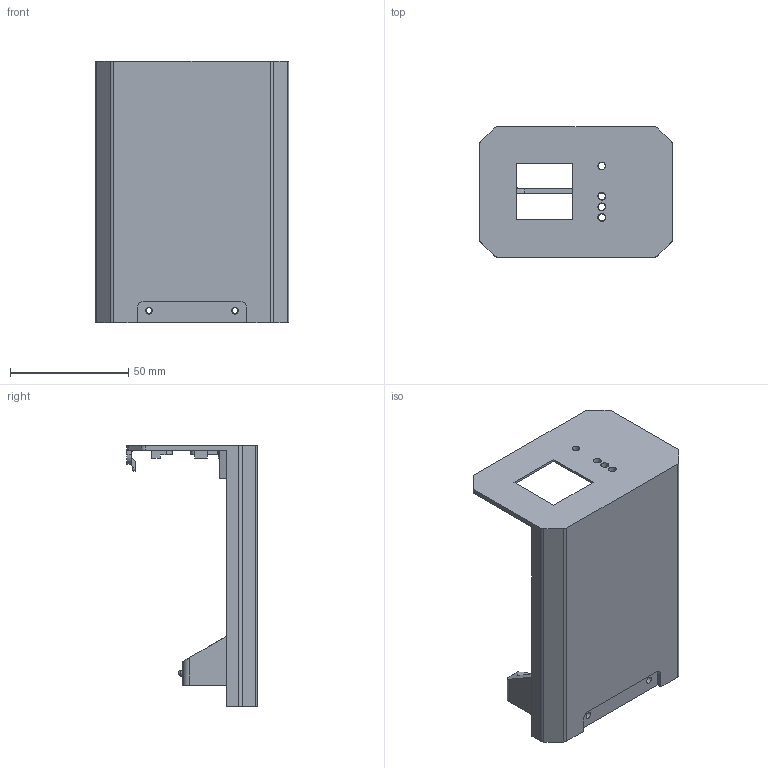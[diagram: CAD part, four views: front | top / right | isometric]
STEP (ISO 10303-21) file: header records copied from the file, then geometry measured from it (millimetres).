
FILE_DESCRIPTION(/* description */ (''),/* implementation_level */ '2;1');
FILE_NAME(/* name */ 'pibox.step',/* time_stamp */ '2021-12-14T00:04:10-07:00',/* author */ ('dan'),/* organization */ (''),/* preprocessor_version */ 'ST-DEVELOPER v17',/* originating_system */ 'Autodesk Inventor 2019',/* authorisation */ '');
FILE_SCHEMA (('AUTOMOTIVE_DESIGN { 1 0 10303 214 3 1 1 }'));
Length unit declared in the file: millimetre
Products named in the file (2): mini-simple; new-plastic-bottom
Assembly tree (1 placements, depth 2):
  mini-simple
    new-plastic-bottom
Bounding box: 82 x 55.25 x 110.5 mm (x, y, z)
Volume: 37867.4 mm3; surface area: 34412.9 mm2
Topology: 1 solids, 1 shells, 203 faces, 568 edges, 373 vertices
Faces by surface type: plane 125, cylinder 62, cone 8, bspline 6, torus 2
Full cylindrical faces by diameter (mm): 2.2 x2
Entity records: 6743 total; most frequent: CARTESIAN_POINT 1283, ORIENTED_EDGE 1132, DIRECTION 1118, EDGE_CURVE 566, LINE 404, VECTOR 404, VERTEX_POINT 373, AXIS2_PLACEMENT_3D 357
